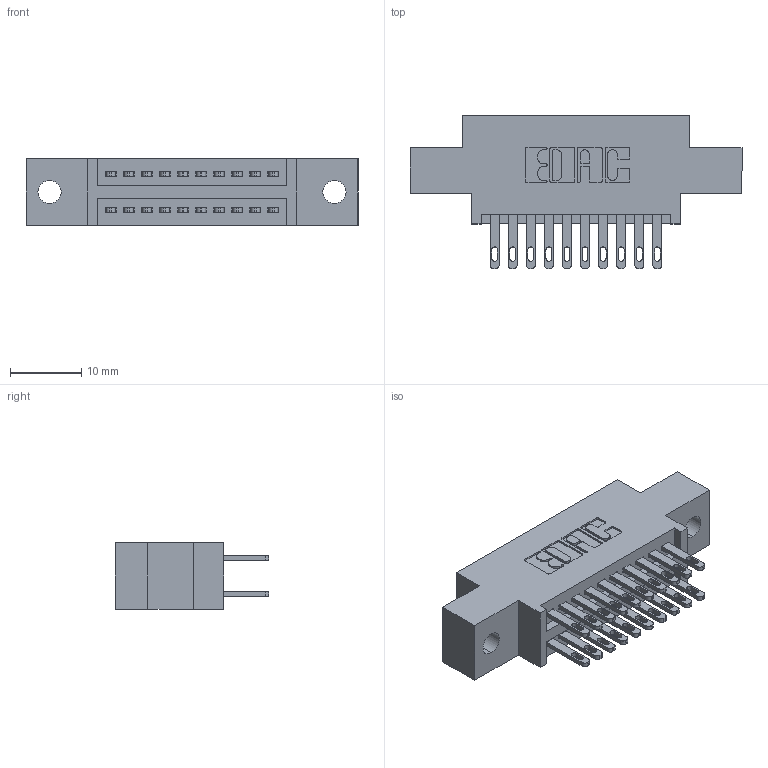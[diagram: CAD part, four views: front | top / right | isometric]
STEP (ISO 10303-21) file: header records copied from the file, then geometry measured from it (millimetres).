
FILE_DESCRIPTION (( 'STEP AP203' ), '1' );
FILE_NAME ('895-020-500-802.STEP', '2020-09-25T08:02:40', ( '' ), ( '' ), 'SwSTEP 2.0', 'SolidWorks 2020', '' );
FILE_SCHEMA (( 'CONFIG_CONTROL_DESIGN' ));
Length unit declared in the file: inch
Products named in the file (3): 345-292-001_345-293-100; 895-020-500-802; 845 Part_0.170 Offset - 0.128 Dia
Assembly tree (21 placements, depth 2):
  895-020-500-802
    845 Part_0.170 Offset - 0.128 Dia
    345-292-001_345-293-100  x20
Bounding box: 46.61 x 21.51 x 9.4 mm (x, y, z)
Volume: 4141.7 mm3; surface area: 5577 mm2
Topology: 21 solids, 21 shells, 1050 faces, 3173 edges, 2114 vertices
Faces by surface type: plane 624, cylinder 426
Entity records: 12219 total; most frequent: CARTESIAN_POINT 2080, ORIENTED_EDGE 2014, DIRECTION 1875, EDGE_CURVE 1007, VECTOR 831, LINE 831, VERTEX_POINT 670, AXIS2_PLACEMENT_3D 522
